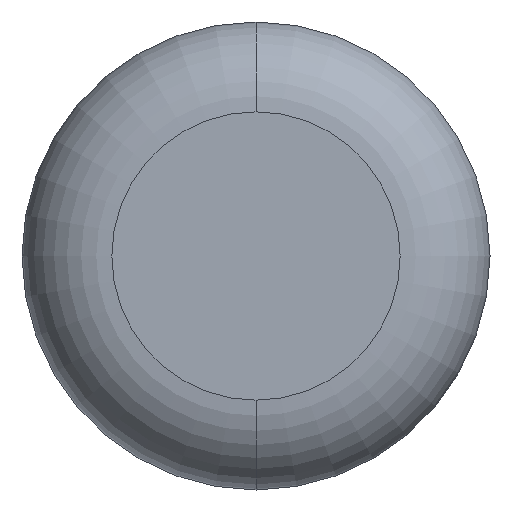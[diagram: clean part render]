
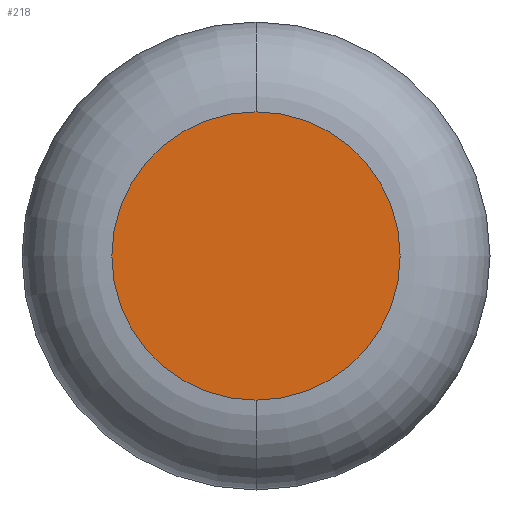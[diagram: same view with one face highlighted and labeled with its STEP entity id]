
A CAD part, front view. The second image highlights one B-rep face of the part: STEP entity #218.
In plain terms, the highlighted planar face has unit normal (0, -1, 0).
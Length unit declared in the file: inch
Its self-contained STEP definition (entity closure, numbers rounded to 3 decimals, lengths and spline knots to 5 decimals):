
#32 = AXIS2_PLACEMENT_3D ( 'NONE', #129, #310, #90 ) ;
#36 = VERTEX_POINT ( 'NONE', #196 ) ;
#48 = EDGE_CURVE ( 'NONE', #69, #36, #92, .T. ) ;
#64 = AXIS2_PLACEMENT_3D ( 'NONE', #114, #144, #295 ) ;
#69 = VERTEX_POINT ( 'NONE', #200 ) ;
#90 = DIRECTION ( 'NONE',  ( 0., 0., -1. ) ) ;
#92 = CIRCLE ( 'NONE', #121, 0.09625 ) ;
#94 = ORIENTED_EDGE ( 'NONE', *, *, #309, .T. ) ;
#114 = CARTESIAN_POINT ( 'NONE',  ( 0., 0., 0. ) ) ;
#121 = AXIS2_PLACEMENT_3D ( 'NONE', #169, #167, #201 ) ;
#129 = CARTESIAN_POINT ( 'NONE',  ( 0., 0., 0. ) ) ;
#133 = EDGE_LOOP ( 'NONE', ( #350, #94 ) ) ;
#144 = DIRECTION ( 'NONE',  ( 0., -1., 0. ) ) ;
#167 = DIRECTION ( 'NONE',  ( 0., -1., 0. ) ) ;
#169 = CARTESIAN_POINT ( 'NONE',  ( 0., 0., 0. ) ) ;
#170 = CIRCLE ( 'NONE', #32, 0.09625 ) ;
#196 = CARTESIAN_POINT ( 'NONE',  ( 0., 0., 0.09625 ) ) ;
#200 = CARTESIAN_POINT ( 'NONE',  ( 0., 0., -0.09625 ) ) ;
#201 = DIRECTION ( 'NONE',  ( 0., 0., -1. ) ) ;
#218 = ADVANCED_FACE ( 'NONE', ( #296 ), #270, .T. ) ;
#270 = PLANE ( 'NONE',  #64 ) ;
#295 = DIRECTION ( 'NONE',  ( 0., 0., -1. ) ) ;
#296 = FACE_OUTER_BOUND ( 'NONE', #133, .T. ) ;
#309 = EDGE_CURVE ( 'NONE', #36, #69, #170, .T. ) ;
#310 = DIRECTION ( 'NONE',  ( 0., -1., 0. ) ) ;
#350 = ORIENTED_EDGE ( 'NONE', *, *, #48, .T. ) ;
